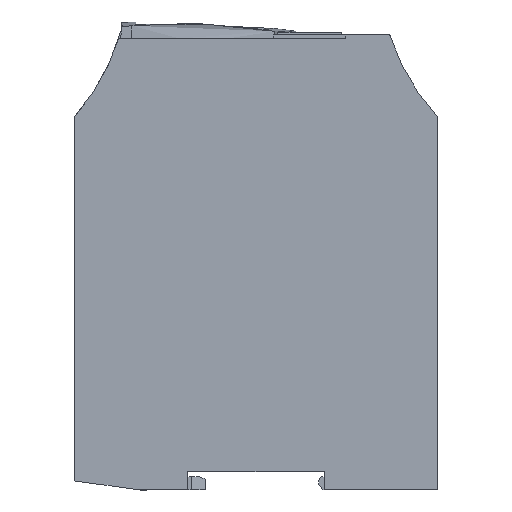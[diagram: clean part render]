
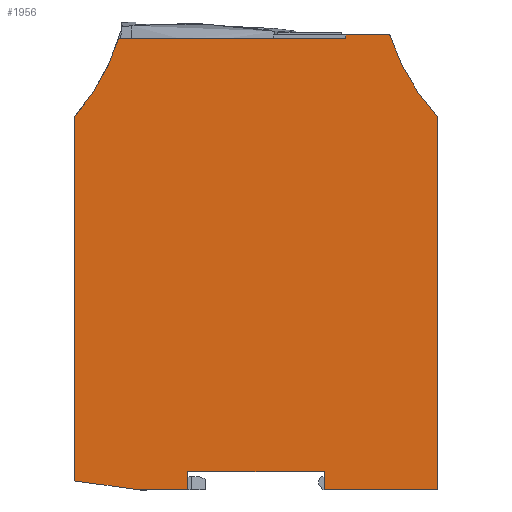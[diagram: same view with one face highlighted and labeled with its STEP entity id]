
A CAD part, left-side view. The second image highlights one B-rep face of the part: STEP entity #1956.
In plain terms, the highlighted planar face has unit normal (-1, 0, 0).
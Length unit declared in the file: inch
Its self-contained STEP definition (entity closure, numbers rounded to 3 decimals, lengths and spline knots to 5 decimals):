
#11 = VERTEX_POINT ( 'NONE', #1461 ) ;
#38 = CARTESIAN_POINT ( 'NONE',  ( -1.04613, 0.1984, -4.94094 ) ) ;
#46 = CARTESIAN_POINT ( 'NONE',  ( -1.04613, 1.42562, -4.84292 ) ) ;
#210 = EDGE_CURVE ( 'NONE', #3407, #2491, #3852, .T. ) ;
#231 = DIRECTION ( 'NONE',  ( 0., 0., 1. ) ) ;
#255 = VECTOR ( 'NONE', #2815, 39.37008 ) ;
#294 = CARTESIAN_POINT ( 'NONE',  ( -1.04613, 0.1984, -4.94094 ) ) ;
#374 = ORIENTED_EDGE ( 'NONE', *, *, #3082, .T. ) ;
#385 = AXIS2_PLACEMENT_3D ( 'NONE', #3676, #487, #3747 ) ;
#428 = DIRECTION ( 'NONE',  ( 0., -1., 0. ) ) ;
#440 = CARTESIAN_POINT ( 'NONE',  ( -1.04613, -1.28417, -4.94094 ) ) ;
#446 = ORIENTED_EDGE ( 'NONE', *, *, #2421, .T. ) ;
#451 = VECTOR ( 'NONE', #428, 39.37008 ) ;
#468 = CARTESIAN_POINT ( 'NONE',  ( -1.04613, 1.42562, -0.88583 ) ) ;
#472 = VERTEX_POINT ( 'NONE', #1083 ) ;
#487 = DIRECTION ( 'NONE',  ( 1., 0., 0. ) ) ;
#627 = VECTOR ( 'NONE', #1562, 39.37008 ) ;
#658 = VERTEX_POINT ( 'NONE', #2952 ) ;
#713 = ORIENTED_EDGE ( 'NONE', *, *, #210, .T. ) ;
#930 = DIRECTION ( 'NONE',  ( 0., 0., -1. ) ) ;
#954 = CARTESIAN_POINT ( 'NONE',  ( -1.04613, -1.28417, -4.94094 ) ) ;
#962 = VECTOR ( 'NONE', #231, 39.37008 ) ;
#1024 = EDGE_CURVE ( 'NONE', #11, #3455, #1639, .T. ) ;
#1083 = CARTESIAN_POINT ( 'NONE',  ( -1.04613, -2.51139, -4.94094 ) ) ;
#1130 = CARTESIAN_POINT ( 'NONE',  ( -1.04613, 0.1984, -4.74409 ) ) ;
#1151 = VERTEX_POINT ( 'NONE', #3155 ) ;
#1155 = CIRCLE ( 'NONE', #385, 2.3622 ) ;
#1158 = VERTEX_POINT ( 'NONE', #468 ) ;
#1225 = DIRECTION ( 'NONE',  ( 1., 0., 0. ) ) ;
#1252 = LINE ( 'NONE', #1268, #1806 ) ;
#1268 = CARTESIAN_POINT ( 'NONE',  ( -1.04613, -1.51927, -0.03937 ) ) ;
#1288 = DIRECTION ( 'NONE',  ( 0., -0.991, -0.136 ) ) ;
#1336 = ORIENTED_EDGE ( 'NONE', *, *, #2028, .T. ) ;
#1400 = CARTESIAN_POINT ( 'NONE',  ( -1.04613, -2.51139, -4.94094 ) ) ;
#1409 = CARTESIAN_POINT ( 'NONE',  ( -1.04613, 3.19989, 0.67365 ) ) ;
#1422 = EDGE_CURVE ( 'NONE', #11, #2900, #1591, .T. ) ;
#1461 = CARTESIAN_POINT ( 'NONE',  ( -1.04613, -1.98186, 0. ) ) ;
#1477 = LINE ( 'NONE', #38, #3101 ) ;
#1481 = CIRCLE ( 'NONE', #1721, 2.3622 ) ;
#1490 = VECTOR ( 'NONE', #2559, 39.37008 ) ;
#1493 = DIRECTION ( 'NONE',  ( -1., 0., 0. ) ) ;
#1538 = LINE ( 'NONE', #2316, #1490 ) ;
#1540 = CARTESIAN_POINT ( 'NONE',  ( -1.04613, 1.42562, -4.84292 ) ) ;
#1562 = DIRECTION ( 'NONE',  ( 0., 0., -1. ) ) ;
#1591 = CIRCLE ( 'NONE', #2224, 0.01969 ) ;
#1615 = ORIENTED_EDGE ( 'NONE', *, *, #2042, .T. ) ;
#1621 = LINE ( 'NONE', #954, #627 ) ;
#1639 = LINE ( 'NONE', #2972, #2553 ) ;
#1640 = CARTESIAN_POINT ( 'NONE',  ( -1.04613, -1.51927, -0.03937 ) ) ;
#1655 = LINE ( 'NONE', #1952, #1750 ) ;
#1721 = AXIS2_PLACEMENT_3D ( 'NONE', #1409, #2892, #2607 ) ;
#1750 = VECTOR ( 'NONE', #3409, 39.37008 ) ;
#1806 = VECTOR ( 'NONE', #3631, 39.37008 ) ;
#1819 = PLANE ( 'NONE',  #3685 ) ;
#1873 = CARTESIAN_POINT ( 'NONE',  ( -1.04613, -2.00155, -0.01969 ) ) ;
#1890 = ORIENTED_EDGE ( 'NONE', *, *, #2891, .T. ) ;
#1931 = CARTESIAN_POINT ( 'NONE',  ( -1.04613, 1.42562, -4.94094 ) ) ;
#1941 = ORIENTED_EDGE ( 'NONE', *, *, #3341, .T. ) ;
#1942 = ORIENTED_EDGE ( 'NONE', *, *, #3170, .T. ) ;
#1952 = CARTESIAN_POINT ( 'NONE',  ( -1.04613, 1.42562, -4.94094 ) ) ;
#1956 = ADVANCED_FACE ( 'NONE', ( #2937 ), #1819, .T. ) ;
#1987 = VERTEX_POINT ( 'NONE', #294 ) ;
#1992 = VERTEX_POINT ( 'NONE', #2011 ) ;
#2011 = CARTESIAN_POINT ( 'NONE',  ( -1.04613, -2.51139, -0.88583 ) ) ;
#2028 = EDGE_CURVE ( 'NONE', #3103, #1151, #2279, .T. ) ;
#2033 = DIRECTION ( 'NONE',  ( 0., -1., 0. ) ) ;
#2042 = EDGE_CURVE ( 'NONE', #1158, #3407, #1538, .T. ) ;
#2086 = ORIENTED_EDGE ( 'NONE', *, *, #1024, .T. ) ;
#2112 = CARTESIAN_POINT ( 'NONE',  ( -1.04613, 1.42562, -4.94094 ) ) ;
#2160 = DIRECTION ( 'NONE',  ( 0., 0., 1. ) ) ;
#2193 = CARTESIAN_POINT ( 'NONE',  ( -1.04613, -1.51927, 0. ) ) ;
#2223 = LINE ( 'NONE', #3361, #255 ) ;
#2224 = AXIS2_PLACEMENT_3D ( 'NONE', #3005, #1225, #930 ) ;
#2240 = VECTOR ( 'NONE', #2033, 39.37008 ) ;
#2279 = LINE ( 'NONE', #3500, #2240 ) ;
#2316 = CARTESIAN_POINT ( 'NONE',  ( -1.04613, 1.42562, -4.94094 ) ) ;
#2358 = VERTEX_POINT ( 'NONE', #440 ) ;
#2421 = EDGE_CURVE ( 'NONE', #2358, #472, #2882, .T. ) ;
#2473 = ORIENTED_EDGE ( 'NONE', *, *, #3470, .T. ) ;
#2491 = VERTEX_POINT ( 'NONE', #2585 ) ;
#2543 = LINE ( 'NONE', #1400, #962 ) ;
#2553 = VECTOR ( 'NONE', #3230, 39.37008 ) ;
#2559 = DIRECTION ( 'NONE',  ( 0., 0., -1. ) ) ;
#2585 = CARTESIAN_POINT ( 'NONE',  ( -1.04613, 0.7128, -4.94094 ) ) ;
#2607 = DIRECTION ( 'NONE',  ( 0., 0., 1. ) ) ;
#2745 = VECTOR ( 'NONE', #1288, 39.37008 ) ;
#2815 = DIRECTION ( 'NONE',  ( 0., 1., 0. ) ) ;
#2882 = LINE ( 'NONE', #1931, #451 ) ;
#2891 = EDGE_CURVE ( 'NONE', #3455, #3608, #1252, .T. ) ;
#2892 = DIRECTION ( 'NONE',  ( 1., 0., 0. ) ) ;
#2900 = VERTEX_POINT ( 'NONE', #1873 ) ;
#2937 = FACE_OUTER_BOUND ( 'NONE', #3222, .T. ) ;
#2946 = ORIENTED_EDGE ( 'NONE', *, *, #3595, .T. ) ;
#2952 = CARTESIAN_POINT ( 'NONE',  ( -1.04613, 0.94786, -0.03937 ) ) ;
#2972 = CARTESIAN_POINT ( 'NONE',  ( -1.04613, 1.42562, 0. ) ) ;
#2998 = ORIENTED_EDGE ( 'NONE', *, *, #3402, .T. ) ;
#3005 = CARTESIAN_POINT ( 'NONE',  ( -1.04613, -1.98186, -0.01969 ) ) ;
#3082 = EDGE_CURVE ( 'NONE', #1992, #2900, #1155, .T. ) ;
#3083 = ORIENTED_EDGE ( 'NONE', *, *, #1422, .F. ) ;
#3101 = VECTOR ( 'NONE', #2160, 39.37008 ) ;
#3103 = VERTEX_POINT ( 'NONE', #1130 ) ;
#3155 = CARTESIAN_POINT ( 'NONE',  ( -1.04613, -1.28417, -4.74409 ) ) ;
#3156 = EDGE_CURVE ( 'NONE', #658, #1158, #1481, .T. ) ;
#3170 = EDGE_CURVE ( 'NONE', #472, #1992, #2543, .T. ) ;
#3222 = EDGE_LOOP ( 'NONE', ( #713, #2946, #1941, #1336, #2998, #446, #1942, #374, #3083, #2086, #1890, #2473, #3545, #1615 ) ) ;
#3230 = DIRECTION ( 'NONE',  ( 0., 1., 0. ) ) ;
#3341 = EDGE_CURVE ( 'NONE', #1987, #3103, #1477, .T. ) ;
#3361 = CARTESIAN_POINT ( 'NONE',  ( -1.04613, 1.42562, -0.03937 ) ) ;
#3402 = EDGE_CURVE ( 'NONE', #1151, #2358, #1621, .T. ) ;
#3407 = VERTEX_POINT ( 'NONE', #1540 ) ;
#3409 = DIRECTION ( 'NONE',  ( 0., -1., 0. ) ) ;
#3455 = VERTEX_POINT ( 'NONE', #2193 ) ;
#3470 = EDGE_CURVE ( 'NONE', #3608, #658, #2223, .T. ) ;
#3500 = CARTESIAN_POINT ( 'NONE',  ( -1.04613, 1.42562, -4.74409 ) ) ;
#3545 = ORIENTED_EDGE ( 'NONE', *, *, #3156, .T. ) ;
#3595 = EDGE_CURVE ( 'NONE', #2491, #1987, #1655, .T. ) ;
#3608 = VERTEX_POINT ( 'NONE', #1640 ) ;
#3631 = DIRECTION ( 'NONE',  ( 0., 0., -1. ) ) ;
#3676 = CARTESIAN_POINT ( 'NONE',  ( -1.04613, -4.24558, 0.71811 ) ) ;
#3685 = AXIS2_PLACEMENT_3D ( 'NONE', #2112, #1493, #3869 ) ;
#3747 = DIRECTION ( 'NONE',  ( 0., 0., 1. ) ) ;
#3852 = LINE ( 'NONE', #46, #2745 ) ;
#3869 = DIRECTION ( 'NONE',  ( 0., 0., 1. ) ) ;
